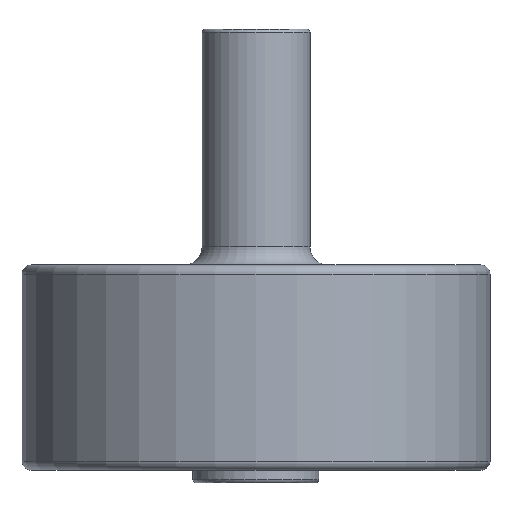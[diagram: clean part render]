
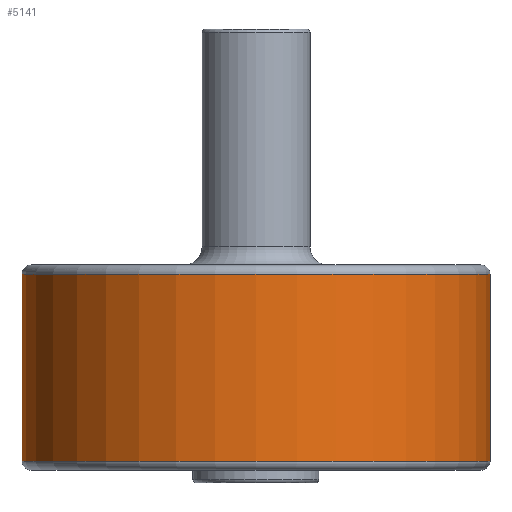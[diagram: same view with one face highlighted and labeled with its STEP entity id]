
A CAD part, front view. The second image highlights one B-rep face of the part: STEP entity #5141.
In plain terms, the highlighted cylindrical face has radius 13 mm (diameter 26 mm), a partial arc.
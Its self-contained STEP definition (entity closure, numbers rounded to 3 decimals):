
#65 = FACE_OUTER_BOUND ( 'NONE', #3837, .T. ) ;
#85 = DIRECTION ( 'NONE',  ( 0., 0., -1. ) ) ;
#370 = CIRCLE ( 'NONE', #6447, 13. ) ;
#391 = VECTOR ( 'NONE', #4985, 1000. ) ;
#767 = LINE ( 'NONE', #5121, #1037 ) ;
#1037 = VECTOR ( 'NONE', #85, 1000. ) ;
#1481 = CARTESIAN_POINT ( 'NONE',  ( 0., 0., 11.9 ) ) ;
#1763 = EDGE_CURVE ( 'NONE', #5719, #5789, #7008, .T. ) ;
#2154 = CARTESIAN_POINT ( 'NONE',  ( 0., 0., -11.4 ) ) ;
#2275 = EDGE_CURVE ( 'NONE', #5789, #5812, #370, .T. ) ;
#2325 = DIRECTION ( 'NONE',  ( -1., 0., 0. ) ) ;
#2806 = DIRECTION ( 'NONE',  ( 0., 0., -1. ) ) ;
#2997 = DIRECTION ( 'NONE',  ( 1., 0., 0. ) ) ;
#3121 = DIRECTION ( 'NONE',  ( 0., 0., -1. ) ) ;
#3837 = EDGE_LOOP ( 'NONE', ( #6224, #5481, #7274, #9876 ) ) ;
#4177 = CARTESIAN_POINT ( 'NONE',  ( -13., 0., -1. ) ) ;
#4220 = CYLINDRICAL_SURFACE ( 'NONE', #9544, 13. ) ;
#4919 = CARTESIAN_POINT ( 'NONE',  ( 13., 0., -1. ) ) ;
#4975 = VERTEX_POINT ( 'NONE', #4919 ) ;
#4985 = DIRECTION ( 'NONE',  ( 0., 0., -1. ) ) ;
#5121 = CARTESIAN_POINT ( 'NONE',  ( 13., 0., 11.9 ) ) ;
#5141 = ADVANCED_FACE ( 'NONE', ( #65 ), #4220, .T. ) ;
#5481 = ORIENTED_EDGE ( 'NONE', *, *, #10695, .T. ) ;
#5719 = VERTEX_POINT ( 'NONE', #4177 ) ;
#5789 = VERTEX_POINT ( 'NONE', #9263 ) ;
#5812 = VERTEX_POINT ( 'NONE', #8432 ) ;
#6224 = ORIENTED_EDGE ( 'NONE', *, *, #10176, .F. ) ;
#6447 = AXIS2_PLACEMENT_3D ( 'NONE', #2154, #7948, #2997 ) ;
#7008 = LINE ( 'NONE', #9959, #391 ) ;
#7274 = ORIENTED_EDGE ( 'NONE', *, *, #1763, .T. ) ;
#7511 = AXIS2_PLACEMENT_3D ( 'NONE', #7752, #2806, #8574 ) ;
#7752 = CARTESIAN_POINT ( 'NONE',  ( 0., 0., -1. ) ) ;
#7948 = DIRECTION ( 'NONE',  ( 0., 0., 1. ) ) ;
#8432 = CARTESIAN_POINT ( 'NONE',  ( 13., 0., -11.4 ) ) ;
#8574 = DIRECTION ( 'NONE',  ( 1., 0., 0. ) ) ;
#8775 = CIRCLE ( 'NONE', #7511, 13. ) ;
#9263 = CARTESIAN_POINT ( 'NONE',  ( -13., 0., -11.4 ) ) ;
#9544 = AXIS2_PLACEMENT_3D ( 'NONE', #1481, #3121, #2325 ) ;
#9876 = ORIENTED_EDGE ( 'NONE', *, *, #2275, .T. ) ;
#9959 = CARTESIAN_POINT ( 'NONE',  ( -13., 0., 11.9 ) ) ;
#10176 = EDGE_CURVE ( 'NONE', #4975, #5812, #767, .T. ) ;
#10695 = EDGE_CURVE ( 'NONE', #4975, #5719, #8775, .T. ) ;
